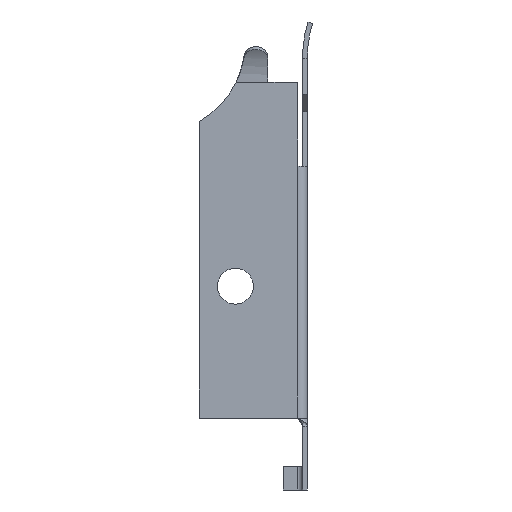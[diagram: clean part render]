
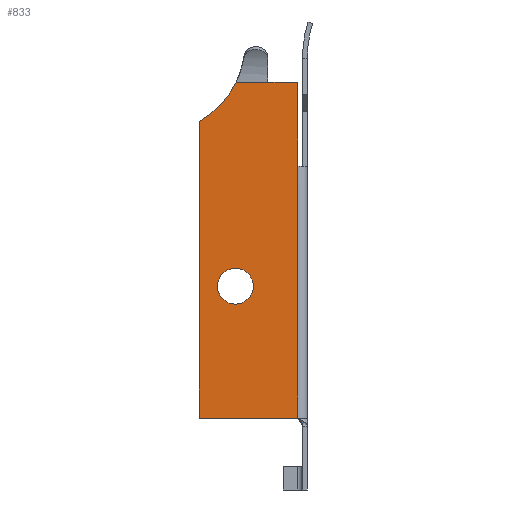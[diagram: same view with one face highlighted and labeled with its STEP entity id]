
A CAD part, left-side view. The second image highlights one B-rep face of the part: STEP entity #833.
In plain terms, the highlighted planar face has unit normal (-1, 0, 0).
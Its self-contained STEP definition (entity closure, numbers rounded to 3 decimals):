
#55=CARTESIAN_POINT('POINT5',(-39.327,2.922,
   13.111));
#56=VERTEX_POINT('VERTEX5',#55);
#84=CARTESIAN_POINT('POINT8',(-39.327,5.595,
   13.111));
#85=VERTEX_POINT('VERTEX8',#84);
#95=CARTESIAN_POINT('POS5',(-39.327,2.922,
   13.111));
#96=DIRECTION('DIR8',(0.,1.,0.));
#97=VECTOR('VEC2',#96,1.);
#98=LINE('STRAIGHT2',#95,#97);
#99=EDGE_CURVE('EDGE8',#85,#56,#98,.F.);
#758=CARTESIAN_POINT('POINT37',(-39.327,8.672,
   9.828));
#759=VERTEX_POINT('VERTEX37',#758);
#760=CARTESIAN_POINT('POS37',(-39.327,12.396,
   16.403));
#761=DIRECTION('DIR52',(1.,0.,0.));
#762=DIRECTION('DIR53',(0.,-0.989,
   -0.15));
#763=AXIS2_PLACEMENT_3D('AXIS16',#760,#761,#762);
#764=CIRCLE('ELLIPSE9',#763,7.556);
#765=EDGE_CURVE('EDGE44',#85,#759,#764,.T.);
#766=ORIENTED_EDGE('COEDGE55',*,*,#765,.T.);
#767=CARTESIAN_POINT('POINT38',(-39.327,8.672,
   -15.126));
#768=VERTEX_POINT('VERTEX38',#767);
#769=CARTESIAN_POINT('POS38',(-39.327,8.672,
   -9.622));
#770=DIRECTION('DIR54',(0.,0.,1.));
#771=VECTOR('VEC22',#770,1.);
#772=LINE('STRAIGHT22',#769,#771);
#773=EDGE_CURVE('EDGE45',#759,#768,#772,.F.);
#774=ORIENTED_EDGE('COEDGE56',*,*,#773,.T.);
#775=CARTESIAN_POINT('POINT39',(-39.327,0.403,
   -15.126));
#776=VERTEX_POINT('VERTEX39',#775);
#777=CARTESIAN_POINT('POS39',(-39.327,2.067,-15.126
   ));
#778=DIRECTION('DIR55',(0.,1.,0.));
#779=VECTOR('VEC23',#778,1.);
#780=LINE('STRAIGHT23',#777,#779);
#781=EDGE_CURVE('EDGE46',#768,#776,#780,.F.);
#782=ORIENTED_EDGE('COEDGE57',*,*,#781,.T.);
#783=CARTESIAN_POINT('POINT40',(-39.327,0.403,6.05
   ));
#784=VERTEX_POINT('VERTEX40',#783);
#785=CARTESIAN_POINT('POS40',(-39.327,0.403,-15.126)
   );
#786=DIRECTION('DIR56',(0.,0.,1.));
#787=VECTOR('VEC24',#786,1.);
#788=LINE('STRAIGHT24',#785,#787);
#789=EDGE_CURVE('EDGE47',#776,#784,#788,.T.);
#790=ORIENTED_EDGE('COEDGE58',*,*,#789,.T.);
#791=CARTESIAN_POINT('POINT41',(-39.327,0.403,
   13.111));
#792=VERTEX_POINT('VERTEX41',#791);
#793=CARTESIAN_POINT('POS41',(-39.327,0.403,
   -2.563));
#794=DIRECTION('DIR57',(0.,0.,1.));
#795=VECTOR('VEC25',#794,1.);
#796=LINE('STRAIGHT25',#793,#795);
#797=EDGE_CURVE('EDGE48',#784,#792,#796,.T.);
#798=ORIENTED_EDGE('COEDGE59',*,*,#797,.T.);
#799=CARTESIAN_POINT('POS42',(-39.327,0.63,
   13.111));
#800=DIRECTION('DIR58',(0.,1.,0.));
#801=VECTOR('VEC26',#800,1.);
#802=LINE('STRAIGHT26',#799,#801);
#803=EDGE_CURVE('EDGE49',#792,#56,#802,.T.);
#804=ORIENTED_EDGE('COEDGE60',*,*,#803,.T.);
#805=ORIENTED_EDGE('COEDGE61',*,*,#99,.F.);
#806=EDGE_LOOP('NONE',(#766,#774,#782,#790,#798,#804,#805));
#807=FACE_BOUND('LOOP1',#806,.T.);
#808=CARTESIAN_POINT('POINT42',(-39.327,5.647,
   -2.521));
#809=VERTEX_POINT('VERTEX42',#808);
#810=CARTESIAN_POINT('POINT43',(-39.327,5.647,
   -5.546));
#811=VERTEX_POINT('VERTEX43',#810);
#812=CARTESIAN_POINT('POS43',(-39.327,5.647,
   -4.034));
#813=DIRECTION('DIR59',(-1.,0.,0.));
#814=DIRECTION('DIR60',(0.,0.,1.));
#815=AXIS2_PLACEMENT_3D('AXIS17',#812,#813,#814);
#816=CIRCLE('ELLIPSE10',#815,1.513);
#817=EDGE_CURVE('EDGE50',#809,#811,#816,.T.);
#818=ORIENTED_EDGE('COEDGE62',*,*,#817,.F.);
#819=CARTESIAN_POINT('POS44',(-39.327,5.647,-4.034
   ));
#820=DIRECTION('DIR61',(-1.,0.,0.));
#821=DIRECTION('DIR62',(0.,0.,-1.));
#822=AXIS2_PLACEMENT_3D('AXIS18',#819,#820,#821);
#823=CIRCLE('ELLIPSE11',#822,1.513);
#824=EDGE_CURVE('EDGE51',#811,#809,#823,.T.);
#825=ORIENTED_EDGE('COEDGE63',*,*,#824,.F.);
#826=EDGE_LOOP('NONE',(#818,#825));
#827=FACE_BOUND('LOOP1',#826,.T.);
#828=CARTESIAN_POINT('POS45',(-39.327,-0.403,
   -14.707));
#829=DIRECTION('DIR63',(-1.,0.,0.));
#830=DIRECTION('DIR64',(0.,1.,0.));
#831=AXIS2_PLACEMENT_3D('AXIS19',#828,#829,#830);
#832=PLANE('PLANE6',#831);
#833=ADVANCED_FACE('FACE12',(#807,#827),#832,.T.);
